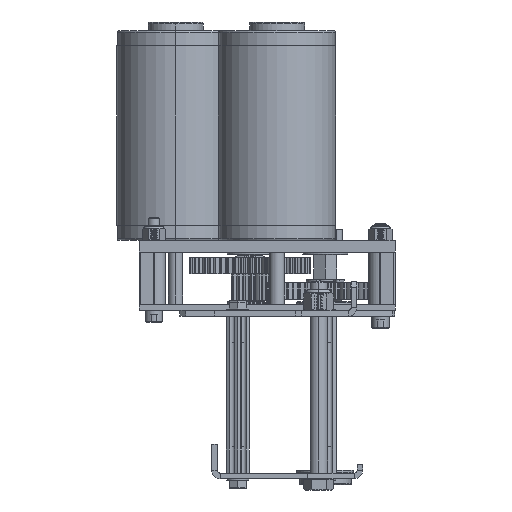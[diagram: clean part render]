
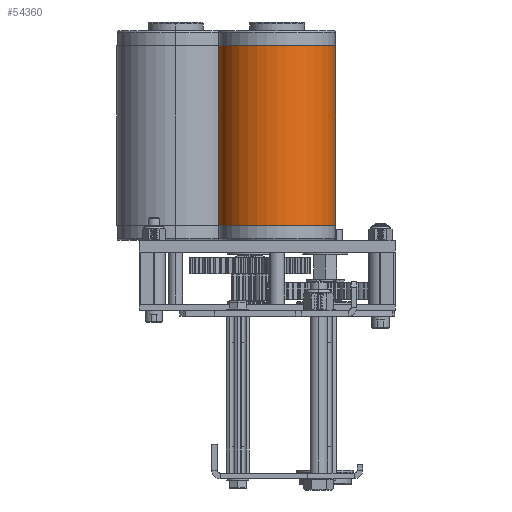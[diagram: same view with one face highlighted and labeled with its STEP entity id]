
A CAD part, left-side view. The second image highlights one B-rep face of the part: STEP entity #54360.
In plain terms, the highlighted cylindrical face has radius 32.004 mm (diameter 64.008 mm), a partial arc.
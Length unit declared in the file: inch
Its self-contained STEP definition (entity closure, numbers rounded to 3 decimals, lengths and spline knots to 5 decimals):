
#2191 = CARTESIAN_POINT ( 'NONE',  ( 0.14, 4.303, 0.426 ) ) ;
#2225 = CARTESIAN_POINT ( 'NONE',  ( 0.14, 4.303, -3.438 ) ) ;
#2227 = CARTESIAN_POINT ( 'NONE',  ( 2.66, 4.303, -3.438 ) ) ;
#2228 = CARTESIAN_POINT ( 'NONE',  ( 2.66, 4.303, 0.426 ) ) ;
#3138 = EDGE_CURVE ( 'NONE', #55687, #55689, #9887, .T. ) ;
#3159 = EDGE_CURVE ( 'NONE', #55690, #55689, #9917, .T. ) ;
#3160 = EDGE_CURVE ( 'NONE', #55653, #55690, #9921, .T. ) ;
#3161 = EDGE_CURVE ( 'NONE', #55653, #55687, #9915, .T. ) ;
#9887 = CIRCLE ( 'NONE', #18138, 1.26 ) ;
#9914 = VECTOR ( 'NONE', #33062, 39.37008 ) ;
#9915 = LINE ( 'NONE', #33061, #9914 ) ;
#9917 = LINE ( 'NONE', #33048, #9918 ) ;
#9918 = VECTOR ( 'NONE', #33050, 39.37008 ) ;
#9921 = CIRCLE ( 'NONE', #18149, 1.26 ) ;
#16762 = EDGE_LOOP ( 'NONE', ( #23972, #23973, #23974, #23975 ) ) ;
#18138 = AXIS2_PLACEMENT_3D ( 'NONE', #32936, #32939, #32940 ) ;
#18149 = AXIS2_PLACEMENT_3D ( 'NONE', #33052, #33056, #33058 ) ;
#23972 = ORIENTED_EDGE ( 'NONE', *, *, #3160, .T. ) ;
#23973 = ORIENTED_EDGE ( 'NONE', *, *, #3159, .T. ) ;
#23974 = ORIENTED_EDGE ( 'NONE', *, *, #3138, .F. ) ;
#23975 = ORIENTED_EDGE ( 'NONE', *, *, #3161, .F. ) ;
#32936 = CARTESIAN_POINT ( 'NONE',  ( 1.4, 4.303, -3.438 ) ) ;
#32939 = DIRECTION ( 'NONE',  ( 0., 0., -1. ) ) ;
#32940 = DIRECTION ( 'NONE',  ( -1., 0., 0. ) ) ;
#33048 = CARTESIAN_POINT ( 'NONE',  ( 2.66, 4.303, 0.426 ) ) ;
#33050 = DIRECTION ( 'NONE',  ( 0., 0., -1. ) ) ;
#33052 = CARTESIAN_POINT ( 'NONE',  ( 1.4, 4.303, 0.426 ) ) ;
#33056 = DIRECTION ( 'NONE',  ( 0., 0., -1. ) ) ;
#33058 = DIRECTION ( 'NONE',  ( -1., 0., 0. ) ) ;
#33061 = CARTESIAN_POINT ( 'NONE',  ( 0.14, 4.303, 0.426 ) ) ;
#33062 = DIRECTION ( 'NONE',  ( 0., 0., -1. ) ) ;
#47026 = FACE_OUTER_BOUND ( 'NONE', #16762, .T. ) ;
#47046 = CYLINDRICAL_SURFACE ( 'NONE', #50596, 1.26 ) ;
#50596 = AXIS2_PLACEMENT_3D ( 'NONE', #51837, #51836, #51832 ) ;
#51832 = DIRECTION ( 'NONE',  ( -1., 0., 0. ) ) ;
#51836 = DIRECTION ( 'NONE',  ( 0., 0., -1. ) ) ;
#51837 = CARTESIAN_POINT ( 'NONE',  ( 1.4, 4.303, 0.426 ) ) ;
#54360 = ADVANCED_FACE ( 'NONE', ( #47026 ), #47046, .T. ) ;
#55653 = VERTEX_POINT ( 'NONE', #2191 ) ;
#55687 = VERTEX_POINT ( 'NONE', #2225 ) ;
#55689 = VERTEX_POINT ( 'NONE', #2227 ) ;
#55690 = VERTEX_POINT ( 'NONE', #2228 ) ;
